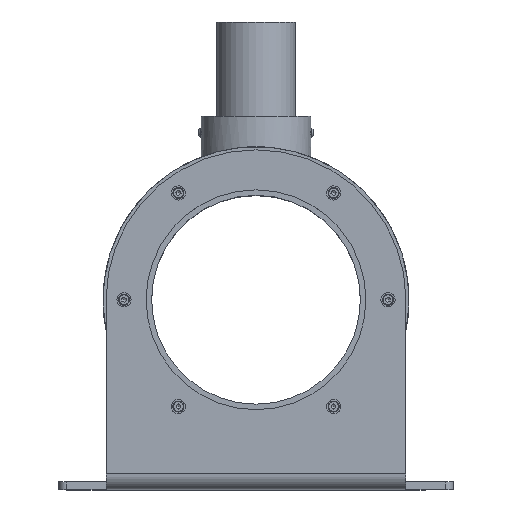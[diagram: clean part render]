
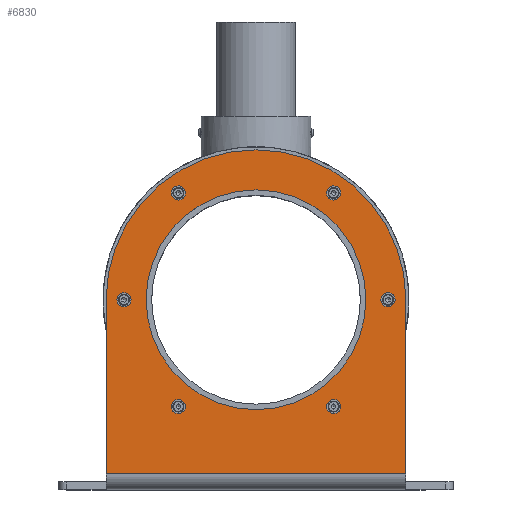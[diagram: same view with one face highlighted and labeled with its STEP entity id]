
A CAD part, top view. The second image highlights one B-rep face of the part: STEP entity #6830.
In plain terms, the highlighted planar face has unit normal (0, 0, 1).
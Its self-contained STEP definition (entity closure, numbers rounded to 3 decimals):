
#319 = EDGE_CURVE ( 'NONE', #29253, #22222, #8006, .T. ) ;
#893 = DIRECTION ( 'NONE',  ( -0.809, 0.588, 0. ) ) ;
#923 = ORIENTED_EDGE ( 'NONE', *, *, #8417, .F. ) ;
#1291 = ORIENTED_EDGE ( 'NONE', *, *, #23679, .F. ) ;
#1297 = ORIENTED_EDGE ( 'NONE', *, *, #18953, .F. ) ;
#1631 = CARTESIAN_POINT ( 'NONE',  ( 45.153, 66.648, 61.53 ) ) ;
#1686 = DIRECTION ( 'NONE',  ( 0., 0., 1. ) ) ;
#2175 = AXIS2_PLACEMENT_3D ( 'NONE', #25248, #37267, #893 ) ;
#2613 = CARTESIAN_POINT ( 'NONE',  ( 80.459, 2.645, 61.53 ) ) ;
#3403 = AXIS2_PLACEMENT_3D ( 'NONE', #14630, #35670, #9054 ) ;
#3419 = DIRECTION ( 'NONE',  ( 0., 0., 1. ) ) ;
#3955 = CARTESIAN_POINT ( 'NONE',  ( -49.433, -72.538, 61.53 ) ) ;
#4284 = EDGE_LOOP ( 'NONE', ( #1297 ) ) ;
#4546 = EDGE_CURVE ( 'NONE', #34684, #34684, #15697, .T. ) ;
#5367 = EDGE_CURVE ( 'NONE', #33592, #16009, #10236, .T. ) ;
#5381 = DIRECTION ( 'NONE',  ( 0., 0., 1. ) ) ;
#6301 = AXIS2_PLACEMENT_3D ( 'NONE', #23091, #5381, #11086 ) ;
#6399 = ORIENTED_EDGE ( 'NONE', *, *, #5367, .T. ) ;
#6775 = ORIENTED_EDGE ( 'NONE', *, *, #14807, .F. ) ;
#6830 = ADVANCED_FACE ( 'NONE', ( #20930, #12242, #15022, #8686, #21117, #24428, #36444, #27394 ), #23853, .F. ) ;
#7427 = DIRECTION ( 'NONE',  ( 0., 0., 1. ) ) ;
#8006 = LINE ( 'NONE', #29087, #30932 ) ;
#8417 = EDGE_CURVE ( 'NONE', #32149, #32149, #35327, .T. ) ;
#8573 = CARTESIAN_POINT ( 'NONE',  ( -95.5, -111., 61.53 ) ) ;
#8686 = FACE_BOUND ( 'NONE', #28978, .T. ) ;
#9054 = DIRECTION ( 'NONE',  ( -1., 0., 0. ) ) ;
#9743 = DIRECTION ( 'NONE',  ( 0., 0., 1. ) ) ;
#10027 = ORIENTED_EDGE ( 'NONE', *, *, #4546, .F. ) ;
#10236 = LINE ( 'NONE', #36819, #10571 ) ;
#10252 = EDGE_LOOP ( 'NONE', ( #26605 ) ) ;
#10571 = VECTOR ( 'NONE', #33884, 1000. ) ;
#10976 = DIRECTION ( 'NONE',  ( 0., -1., 0. ) ) ;
#11003 = ORIENTED_EDGE ( 'NONE', *, *, #319, .T. ) ;
#11086 = DIRECTION ( 'NONE',  ( 0., -1., 0. ) ) ;
#11452 = DIRECTION ( 'NONE',  ( -1., 0., 0. ) ) ;
#11552 = EDGE_CURVE ( 'NONE', #16009, #29253, #36830, .T. ) ;
#11594 = CARTESIAN_POINT ( 'NONE',  ( 95.5, -111., 61.53 ) ) ;
#11957 = CIRCLE ( 'NONE', #26449, 4.5 ) ;
#12242 = FACE_BOUND ( 'NONE', #10252, .T. ) ;
#12399 = ORIENTED_EDGE ( 'NONE', *, *, #31617, .F. ) ;
#12966 = CIRCLE ( 'NONE', #31834, 70. ) ;
#13136 = DIRECTION ( 'NONE',  ( 0., 0., 1. ) ) ;
#13327 = CARTESIAN_POINT ( 'NONE',  ( 0., 0., 61.53 ) ) ;
#13340 = EDGE_LOOP ( 'NONE', ( #923 ) ) ;
#13534 = DIRECTION ( 'NONE',  ( 0., 1., 0. ) ) ;
#14630 = CARTESIAN_POINT ( 'NONE',  ( 0., 0., 61.53 ) ) ;
#14807 = EDGE_CURVE ( 'NONE', #35845, #35845, #11957, .T. ) ;
#15022 = FACE_OUTER_BOUND ( 'NONE', #21807, .T. ) ;
#15106 = AXIS2_PLACEMENT_3D ( 'NONE', #36642, #3419, #21330 ) ;
#15507 = AXIS2_PLACEMENT_3D ( 'NONE', #17187, #16992, #11452 ) ;
#15697 = CIRCLE ( 'NONE', #37673, 4.5 ) ;
#15775 = CARTESIAN_POINT ( 'NONE',  ( 70., 0., 61.53 ) ) ;
#16009 = VERTEX_POINT ( 'NONE', #27568 ) ;
#16992 = DIRECTION ( 'NONE',  ( 0., 0., 1. ) ) ;
#17068 = EDGE_CURVE ( 'NONE', #22222, #33592, #37932, .T. ) ;
#17187 = CARTESIAN_POINT ( 'NONE',  ( 0., 0., 61.53 ) ) ;
#18368 = CARTESIAN_POINT ( 'NONE',  ( -88.6, 0., 61.53 ) ) ;
#18444 = CARTESIAN_POINT ( 'NONE',  ( -95.5, -111., 61.53 ) ) ;
#18953 = EDGE_CURVE ( 'NONE', #36222, #36222, #21657, .T. ) ;
#19920 = EDGE_LOOP ( 'NONE', ( #12399 ) ) ;
#20604 = CARTESIAN_POINT ( 'NONE',  ( -49.433, 68.038, 61.53 ) ) ;
#20930 = FACE_BOUND ( 'NONE', #19920, .T. ) ;
#21117 = FACE_BOUND ( 'NONE', #33349, .T. ) ;
#21330 = DIRECTION ( 'NONE',  ( -1., 0., 0. ) ) ;
#21657 = CIRCLE ( 'NONE', #2175, 4.5 ) ;
#21794 = DIRECTION ( 'NONE',  ( -0.951, -0.309, 0. ) ) ;
#21807 = EDGE_LOOP ( 'NONE', ( #34909, #6399, #24096, #11003 ) ) ;
#22222 = VERTEX_POINT ( 'NONE', #18444 ) ;
#23091 = CARTESIAN_POINT ( 'NONE',  ( -49.433, -68.038, 61.53 ) ) ;
#23679 = EDGE_CURVE ( 'NONE', #24593, #24593, #28303, .T. ) ;
#23853 = PLANE ( 'NONE',  #3403 ) ;
#24041 = EDGE_CURVE ( 'NONE', #36610, #36610, #12966, .T. ) ;
#24096 = ORIENTED_EDGE ( 'NONE', *, *, #11552, .T. ) ;
#24428 = FACE_BOUND ( 'NONE', #30119, .T. ) ;
#24593 = VERTEX_POINT ( 'NONE', #3955 ) ;
#25248 = CARTESIAN_POINT ( 'NONE',  ( 84.1, 0., 61.53 ) ) ;
#25624 = CARTESIAN_POINT ( 'NONE',  ( 49.433, -63.538, 61.53 ) ) ;
#26449 = AXIS2_PLACEMENT_3D ( 'NONE', #20604, #1686, #35128 ) ;
#26605 = ORIENTED_EDGE ( 'NONE', *, *, #24041, .F. ) ;
#27394 = FACE_BOUND ( 'NONE', #13340, .T. ) ;
#27568 = CARTESIAN_POINT ( 'NONE',  ( 95.5, 0., 61.53 ) ) ;
#28284 = CIRCLE ( 'NONE', #15106, 4.5 ) ;
#28303 = CIRCLE ( 'NONE', #6301, 4.5 ) ;
#28978 = EDGE_LOOP ( 'NONE', ( #1291 ) ) ;
#29073 = DIRECTION ( 'NONE',  ( 1., 0., 0. ) ) ;
#29087 = CARTESIAN_POINT ( 'NONE',  ( -95.5, 0., 61.53 ) ) ;
#29253 = VERTEX_POINT ( 'NONE', #32195 ) ;
#30119 = EDGE_LOOP ( 'NONE', ( #10027 ) ) ;
#30239 = CARTESIAN_POINT ( 'NONE',  ( 49.433, 68.038, 61.53 ) ) ;
#30932 = VECTOR ( 'NONE', #10976, 1000. ) ;
#31617 = EDGE_CURVE ( 'NONE', #33291, #33291, #28284, .T. ) ;
#31834 = AXIS2_PLACEMENT_3D ( 'NONE', #13327, #13136, #34189 ) ;
#32149 = VERTEX_POINT ( 'NONE', #1631 ) ;
#32195 = CARTESIAN_POINT ( 'NONE',  ( -95.5, 0., 61.53 ) ) ;
#33291 = VERTEX_POINT ( 'NONE', #18368 ) ;
#33349 = EDGE_LOOP ( 'NONE', ( #6775 ) ) ;
#33592 = VERTEX_POINT ( 'NONE', #11594 ) ;
#33884 = DIRECTION ( 'NONE',  ( 0., 1., 0. ) ) ;
#34189 = DIRECTION ( 'NONE',  ( 1., 0., 0. ) ) ;
#34416 = CARTESIAN_POINT ( 'NONE',  ( 49.433, -68.038, 61.53 ) ) ;
#34684 = VERTEX_POINT ( 'NONE', #25624 ) ;
#34909 = ORIENTED_EDGE ( 'NONE', *, *, #17068, .T. ) ;
#35128 = DIRECTION ( 'NONE',  ( -0.951, 0.309, 0. ) ) ;
#35327 = CIRCLE ( 'NONE', #37221, 4.5 ) ;
#35454 = CARTESIAN_POINT ( 'NONE',  ( -53.712, 69.429, 61.53 ) ) ;
#35670 = DIRECTION ( 'NONE',  ( 0., 0., -1. ) ) ;
#35845 = VERTEX_POINT ( 'NONE', #35454 ) ;
#36222 = VERTEX_POINT ( 'NONE', #2613 ) ;
#36444 = FACE_BOUND ( 'NONE', #4284, .T. ) ;
#36610 = VERTEX_POINT ( 'NONE', #15775 ) ;
#36642 = CARTESIAN_POINT ( 'NONE',  ( -84.1, 0., 61.53 ) ) ;
#36819 = CARTESIAN_POINT ( 'NONE',  ( 95.5, -121., 61.53 ) ) ;
#36830 = CIRCLE ( 'NONE', #15507, 95.5 ) ;
#37221 = AXIS2_PLACEMENT_3D ( 'NONE', #30239, #9743, #21794 ) ;
#37267 = DIRECTION ( 'NONE',  ( 0., 0., 1. ) ) ;
#37673 = AXIS2_PLACEMENT_3D ( 'NONE', #34416, #7427, #13534 ) ;
#37896 = VECTOR ( 'NONE', #29073, 1000. ) ;
#37932 = LINE ( 'NONE', #8573, #37896 ) ;
